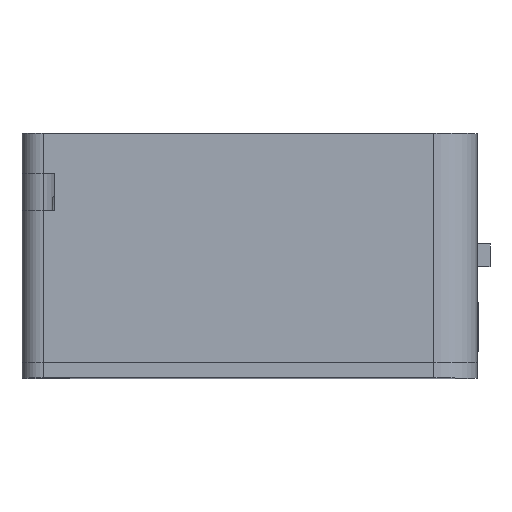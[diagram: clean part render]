
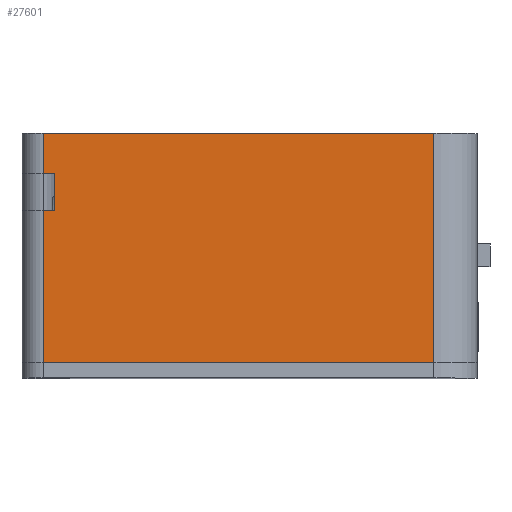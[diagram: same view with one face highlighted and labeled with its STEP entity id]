
A CAD part, top view. The second image highlights one B-rep face of the part: STEP entity #27601.
In plain terms, the highlighted planar face has unit normal (0, 0, 1).
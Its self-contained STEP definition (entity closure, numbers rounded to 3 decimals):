
#3056=FACE_OUTER_BOUND('',#4644,.T.);
#4644=EDGE_LOOP('',(#23505,#23506,#23507,#23508,#23509,#23510,#23511,#23512));
#7479=LINE('',#45206,#10422);
#7504=LINE('',#45275,#10447);
#7508=LINE('',#45289,#10451);
#7512=LINE('',#45304,#10455);
#7513=LINE('',#45306,#10456);
#7514=LINE('',#45308,#10457);
#7515=LINE('',#45310,#10458);
#7516=LINE('',#45311,#10459);
#10422=VECTOR('',#36441,10.);
#10447=VECTOR('',#36486,10.);
#10451=VECTOR('',#36502,10.);
#10455=VECTOR('',#36522,10.);
#10456=VECTOR('',#36523,10.);
#10457=VECTOR('',#36524,10.);
#10458=VECTOR('',#36525,10.);
#10459=VECTOR('',#36526,10.);
#12857=VERTEX_POINT('',#45203);
#12858=VERTEX_POINT('',#45205);
#12881=VERTEX_POINT('',#45272);
#12882=VERTEX_POINT('',#45274);
#12889=VERTEX_POINT('',#45303);
#12890=VERTEX_POINT('',#45305);
#12891=VERTEX_POINT('',#45307);
#12892=VERTEX_POINT('',#45309);
#16465=EDGE_CURVE('',#12858,#12857,#7479,.T.);
#16495=EDGE_CURVE('',#12882,#12881,#7504,.T.);
#16503=EDGE_CURVE('',#12881,#12858,#7508,.T.);
#16510=EDGE_CURVE('',#12889,#12857,#7512,.T.);
#16511=EDGE_CURVE('',#12890,#12889,#7513,.F.);
#16512=EDGE_CURVE('',#12891,#12890,#7514,.T.);
#16513=EDGE_CURVE('',#12892,#12891,#7515,.T.);
#16514=EDGE_CURVE('',#12882,#12892,#7516,.T.);
#23505=ORIENTED_EDGE('',*,*,#16465,.T.);
#23506=ORIENTED_EDGE('',*,*,#16510,.F.);
#23507=ORIENTED_EDGE('',*,*,#16511,.F.);
#23508=ORIENTED_EDGE('',*,*,#16512,.F.);
#23509=ORIENTED_EDGE('',*,*,#16513,.F.);
#23510=ORIENTED_EDGE('',*,*,#16514,.F.);
#23511=ORIENTED_EDGE('',*,*,#16495,.T.);
#23512=ORIENTED_EDGE('',*,*,#16503,.T.);
#25819=PLANE('',#30046);
#27601=ADVANCED_FACE('',(#3056),#25819,.T.);
#30046=AXIS2_PLACEMENT_3D('',#45302,#36520,#36521);
#36441=DIRECTION('',(-1.,0.,0.));
#36486=DIRECTION('',(1.,0.,0.));
#36502=DIRECTION('',(0.,-1.,0.));
#36520=DIRECTION('center_axis',(0.,0.,1.));
#36521=DIRECTION('ref_axis',(-1.,0.,0.));
#36522=DIRECTION('',(0.,1.,0.));
#36523=DIRECTION('',(1.,0.,0.));
#36524=DIRECTION('',(0.,-1.,0.));
#36525=DIRECTION('',(1.,0.,0.));
#36526=DIRECTION('',(0.,1.,0.));
#45203=CARTESIAN_POINT('',(-14.595,7.446,4.489));
#45205=CARTESIAN_POINT('',(-13.844,7.446,4.489));
#45206=CARTESIAN_POINT('',(-0.558,7.446,4.489));
#45272=CARTESIAN_POINT('',(-13.844,9.817,4.489));
#45274=CARTESIAN_POINT('',(-14.595,9.817,4.489));
#45275=CARTESIAN_POINT('',(-2.014,9.817,4.489));
#45289=CARTESIAN_POINT('',(-13.844,4.214,4.489));
#45302=CARTESIAN_POINT('Origin',(12.728,0.,4.489));
#45303=CARTESIAN_POINT('',(-14.595,-2.522,4.489));
#45304=CARTESIAN_POINT('',(-14.595,0.,4.489));
#45305=CARTESIAN_POINT('',(10.9,-2.522,4.489));
#45306=CARTESIAN_POINT('',(6.815,-2.522,4.489));
#45307=CARTESIAN_POINT('',(10.9,12.444,4.489));
#45308=CARTESIAN_POINT('',(10.9,0.,4.489));
#45309=CARTESIAN_POINT('',(-14.595,12.444,4.489));
#45310=CARTESIAN_POINT('',(6.815,12.444,4.489));
#45311=CARTESIAN_POINT('',(-14.595,0.,4.489));
